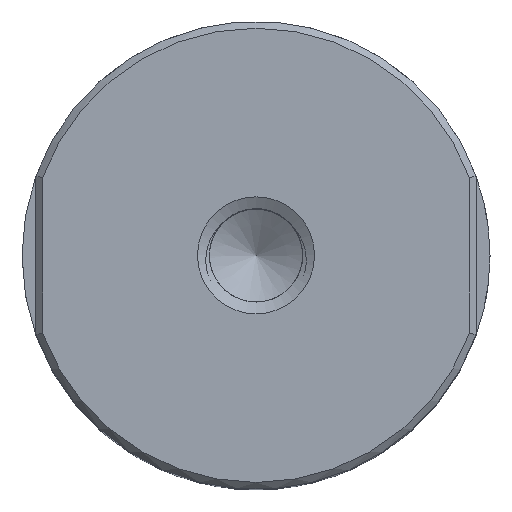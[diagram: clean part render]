
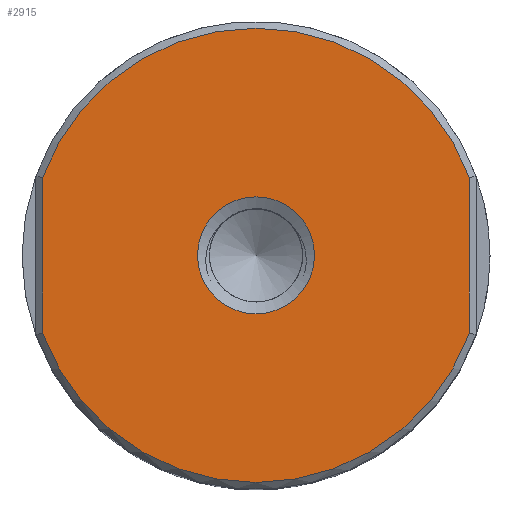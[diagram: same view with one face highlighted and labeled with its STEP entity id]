
A CAD part, top view. The second image highlights one B-rep face of the part: STEP entity #2915.
In plain terms, the highlighted planar face has unit normal (0, 0, 1).
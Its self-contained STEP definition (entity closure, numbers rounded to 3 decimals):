
#108=PLANE('',#3218);
#133=FACE_BOUND('',#444,.T.);
#267=FACE_OUTER_BOUND('',#443,.T.);
#443=EDGE_LOOP('',(#2415,#2416,#2417,#2418));
#444=EDGE_LOOP('',(#2419));
#542=CIRCLE('',#3211,16.5);
#544=CIRCLE('',#3215,16.5);
#545=CIRCLE('',#3219,4.25);
#886=LINE('',#10303,#1029);
#887=LINE('',#10314,#1030);
#1029=VECTOR('',#3751,10.);
#1030=VECTOR('',#3760,10.);
#1308=VERTEX_POINT('',#10284);
#1309=VERTEX_POINT('',#10289);
#1311=VERTEX_POINT('',#10298);
#1313=VERTEX_POINT('',#10307);
#1316=VERTEX_POINT('',#10323);
#1705=EDGE_CURVE('',#1308,#1309,#542,.T.);
#1709=EDGE_CURVE('',#1311,#1308,#886,.T.);
#1712=EDGE_CURVE('',#1313,#1311,#544,.T.);
#1713=EDGE_CURVE('',#1309,#1313,#887,.T.);
#1718=EDGE_CURVE('',#1316,#1316,#545,.T.);
#2415=ORIENTED_EDGE('',*,*,#1705,.F.);
#2416=ORIENTED_EDGE('',*,*,#1709,.F.);
#2417=ORIENTED_EDGE('',*,*,#1712,.F.);
#2418=ORIENTED_EDGE('',*,*,#1713,.F.);
#2419=ORIENTED_EDGE('',*,*,#1718,.T.);
#2915=ADVANCED_FACE('',(#267,#133),#108,.F.);
#3211=AXIS2_PLACEMENT_3D('',#10290,#3746,#3747);
#3215=AXIS2_PLACEMENT_3D('',#10312,#3756,#3757);
#3218=AXIS2_PLACEMENT_3D('',#10322,#3767,#3768);
#3219=AXIS2_PLACEMENT_3D('',#10324,#3769,#3770);
#3746=DIRECTION('center_axis',(0.,0.,
-1.));
#3747=DIRECTION('ref_axis',(-1.,0.,0.));
#3751=DIRECTION('',(0.,-1.,0.));
#3756=DIRECTION('center_axis',(0.,0.,
-1.));
#3757=DIRECTION('ref_axis',(-1.,0.,0.));
#3760=DIRECTION('',(0.,1.,0.));
#3767=DIRECTION('center_axis',(0.,0.,
-1.));
#3768=DIRECTION('ref_axis',(-1.,0.,0.));
#3769=DIRECTION('center_axis',(0.,0.,
-1.));
#3770=DIRECTION('ref_axis',(1.,0.,0.));
#10284=CARTESIAN_POINT('',(7.454,4.177,-1.));
#10289=CARTESIAN_POINT('',(-23.546,4.177,-1.));
#10290=CARTESIAN_POINT('Origin',(-8.046,9.834,-1.));
#10298=CARTESIAN_POINT('',(7.454,15.491,-1.));
#10303=CARTESIAN_POINT('',(7.454,-1.083,-1.));
#10307=CARTESIAN_POINT('',(-23.546,15.491,-1.));
#10312=CARTESIAN_POINT('Origin',(-8.046,9.834,-1.));
#10314=CARTESIAN_POINT('',(-23.546,20.751,-1.));
#10322=CARTESIAN_POINT('Origin',(-8.046,9.834,-1.));
#10323=CARTESIAN_POINT('',(-12.296,9.834,-1.));
#10324=CARTESIAN_POINT('Origin',(-8.046,9.834,-1.));
